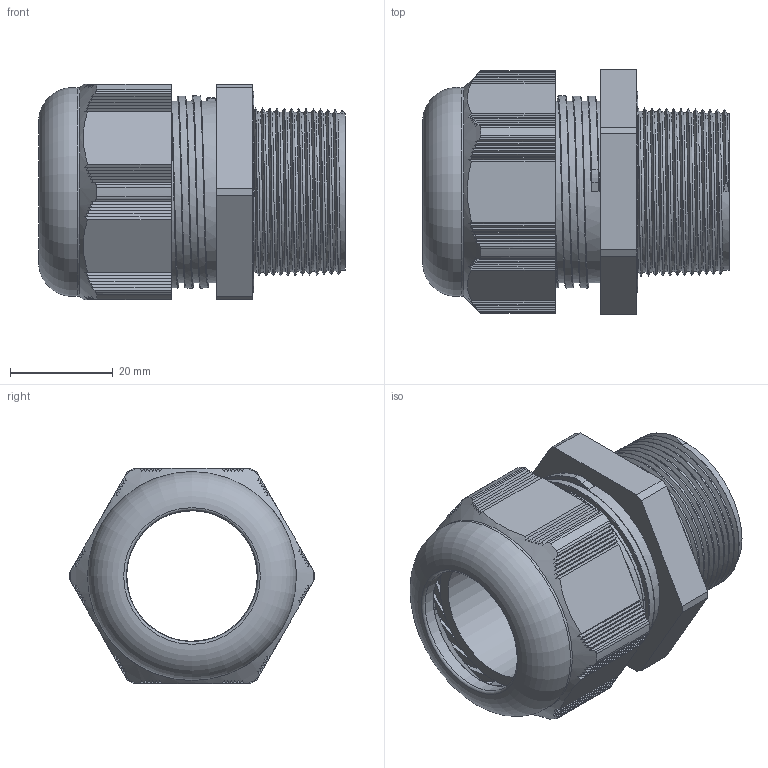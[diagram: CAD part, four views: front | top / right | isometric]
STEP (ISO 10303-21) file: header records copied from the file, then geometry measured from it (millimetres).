
FILE_DESCRIPTION(/* description */ ('Euro-Top NPT 1", KB:18-25 mm'),/* implementation_level */ '2;1');
FILE_NAME(/* name */ '11080100-RST.stp',/* time_stamp */ '2019-11-28T08:12:20+01:00',/* author */ ('sl'),/* organization */ (''),/* preprocessor_version */ 'ST-DEVELOPER v16.5',/* originating_system */ 'Autodesk Inventor 2017',/* authorisation */ '');
FILE_SCHEMA (('AUTOMOTIVE_DESIGN { 1 0 10303 214 3 1 1 }'));
Length unit declared in the file: millimetre
Products named in the file (4): 11080100; 11080100_1; 11080100_2; 11080100_3
Assembly tree (3 placements, depth 2):
  11080100
    11080100_1
    11080100_2
    11080100_3
Bounding box: 59.69 x 47.64 x 42 mm (x, y, z)
Volume: 34817.5 mm3; surface area: 27955.9 mm2
Topology: 3 solids, 3 shells, 425 faces, 1221 edges, 807 vertices
Faces by surface type: plane 271, cylinder 89, torus 26, bspline 23, cone 16
Full cylindrical faces by diameter (mm): 25.4 x1, 25.6 x1, 25.8 x1, 29.86 x1, 30.4 x1, 34.9 x1, 35.3 x5, 35.83 x6, 37.91 x6, 40.6 x1
Entity records: 19976 total; most frequent: CARTESIAN_POINT 9744, ORIENTED_EDGE 2220, DIRECTION 2044, EDGE_CURVE 1110, VERTEX_POINT 745, AXIS2_PLACEMENT_3D 726, LINE 592, VECTOR 592
